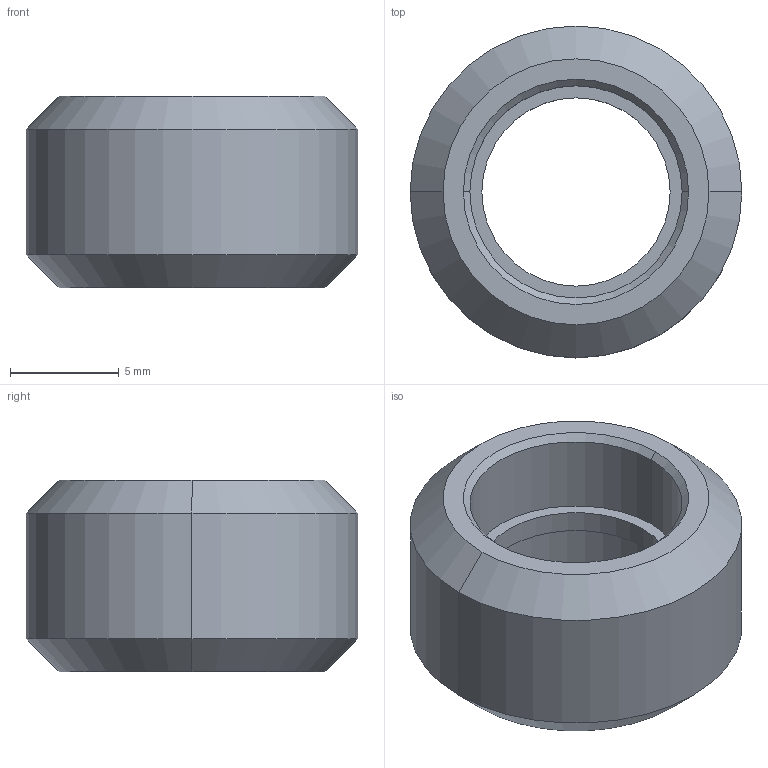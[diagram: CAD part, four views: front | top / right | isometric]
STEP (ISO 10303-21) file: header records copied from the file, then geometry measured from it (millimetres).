
FILE_DESCRIPTION (( 'STEP AP214' ), '1' );
FILE_NAME ('Delrin Micro V-Wheel.step', '2015-01-21T14:08:23', ( 'Mark' ), ( '' ), 'SwSTEP 2.0', 'SolidWorks 2013', '' );
FILE_SCHEMA (( 'AUTOMOTIVE_DESIGN' ));
Length unit declared in the file: millimetre
Products named in the file (1): Delrin Micro V-Wheel
Bounding box: 15.23 x 15.23 x 8.8 mm (x, y, z)
Volume: 858.7 mm3; surface area: 832.9 mm2
Topology: 1 solids, 1 shells, 20 faces, 40 edges, 24 vertices
Faces by surface type: cone 8, cylinder 8, plane 4
Entity records: 782 total; most frequent: DIRECTION 106, CARTESIAN_POINT 85, ORIENTED_EDGE 80, AXIS2_PLACEMENT_3D 45, EDGE_CURVE 40, VERTEX_POINT 24, CIRCLE 24, EDGE_LOOP 24
